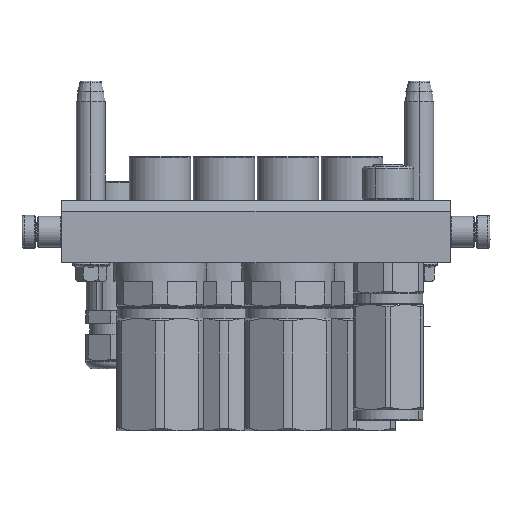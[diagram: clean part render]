
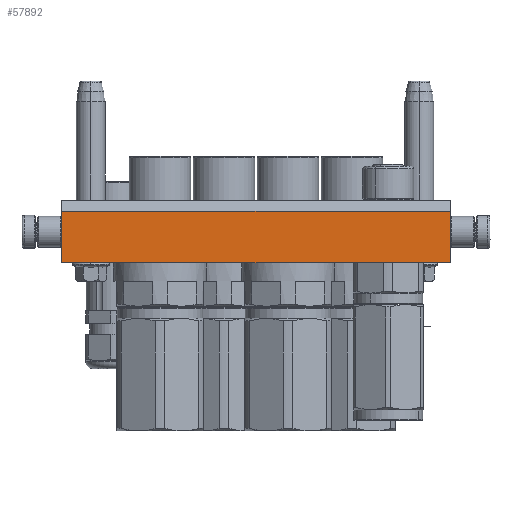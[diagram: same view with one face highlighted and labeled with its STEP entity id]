
A CAD part, left-side view. The second image highlights one B-rep face of the part: STEP entity #57892.
In plain terms, the highlighted face is planar.
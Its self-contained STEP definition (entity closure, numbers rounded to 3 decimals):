
#154 = EDGE_CURVE ( 'NONE', #60346, #34678, #47158, .T. ) ;
#593 = CARTESIAN_POINT ( 'NONE',  ( 94., -10., -45. ) ) ;
#1828 = EDGE_CURVE ( 'NONE', #34678, #2141, #38281, .T. ) ;
#2141 = VERTEX_POINT ( 'NONE', #5159 ) ;
#5159 = CARTESIAN_POINT ( 'NONE',  ( -94., 15., -45. ) ) ;
#6478 = ORIENTED_EDGE ( 'NONE', *, *, #61151, .T. ) ;
#8992 = CARTESIAN_POINT ( 'NONE',  ( 94., -10., -45. ) ) ;
#12436 = DIRECTION ( 'NONE',  ( -1., 0., 0. ) ) ;
#20897 = LINE ( 'NONE', #54193, #43594 ) ;
#21637 = DIRECTION ( 'NONE',  ( -1., 0., 0. ) ) ;
#22023 = DIRECTION ( 'NONE',  ( 0., 0., -1. ) ) ;
#22024 = VERTEX_POINT ( 'NONE', #32318 ) ;
#22823 = EDGE_CURVE ( 'NONE', #22024, #60346, #27938, .T. ) ;
#27938 = LINE ( 'NONE', #53721, #58401 ) ;
#29834 = ORIENTED_EDGE ( 'NONE', *, *, #154, .F. ) ;
#32318 = CARTESIAN_POINT ( 'NONE',  ( -94., -10., -45. ) ) ;
#33478 = AXIS2_PLACEMENT_3D ( 'NONE', #36726, #22023, #12436 ) ;
#34678 = VERTEX_POINT ( 'NONE', #38156 ) ;
#35937 = EDGE_LOOP ( 'NONE', ( #6478, #41310, #29834, #53428 ) ) ;
#36726 = CARTESIAN_POINT ( 'NONE',  ( 94., -15., -45. ) ) ;
#38156 = CARTESIAN_POINT ( 'NONE',  ( 94., 15., -45. ) ) ;
#38281 = LINE ( 'NONE', #56408, #53166 ) ;
#40636 = FACE_OUTER_BOUND ( 'NONE', #35937, .T. ) ;
#41310 = ORIENTED_EDGE ( 'NONE', *, *, #1828, .F. ) ;
#43594 = VECTOR ( 'NONE', #44335, 1000. ) ;
#44335 = DIRECTION ( 'NONE',  ( 0., 1., 0. ) ) ;
#47158 = LINE ( 'NONE', #8992, #60461 ) ;
#48892 = DIRECTION ( 'NONE',  ( 1., 0., 0. ) ) ;
#53166 = VECTOR ( 'NONE', #21637, 1000. ) ;
#53428 = ORIENTED_EDGE ( 'NONE', *, *, #22823, .F. ) ;
#53721 = CARTESIAN_POINT ( 'NONE',  ( -94., -10., -45. ) ) ;
#54193 = CARTESIAN_POINT ( 'NONE',  ( -94., -10., -45. ) ) ;
#56408 = CARTESIAN_POINT ( 'NONE',  ( 94., 15., -45. ) ) ;
#57892 = ADVANCED_FACE ( 'NONE', ( #40636 ), #62055, .T. ) ;
#58401 = VECTOR ( 'NONE', #48892, 1000. ) ;
#58847 = DIRECTION ( 'NONE',  ( 0., 1., 0. ) ) ;
#60346 = VERTEX_POINT ( 'NONE', #593 ) ;
#60461 = VECTOR ( 'NONE', #58847, 1000. ) ;
#61151 = EDGE_CURVE ( 'NONE', #22024, #2141, #20897, .T. ) ;
#62055 = PLANE ( 'NONE',  #33478 ) ;
